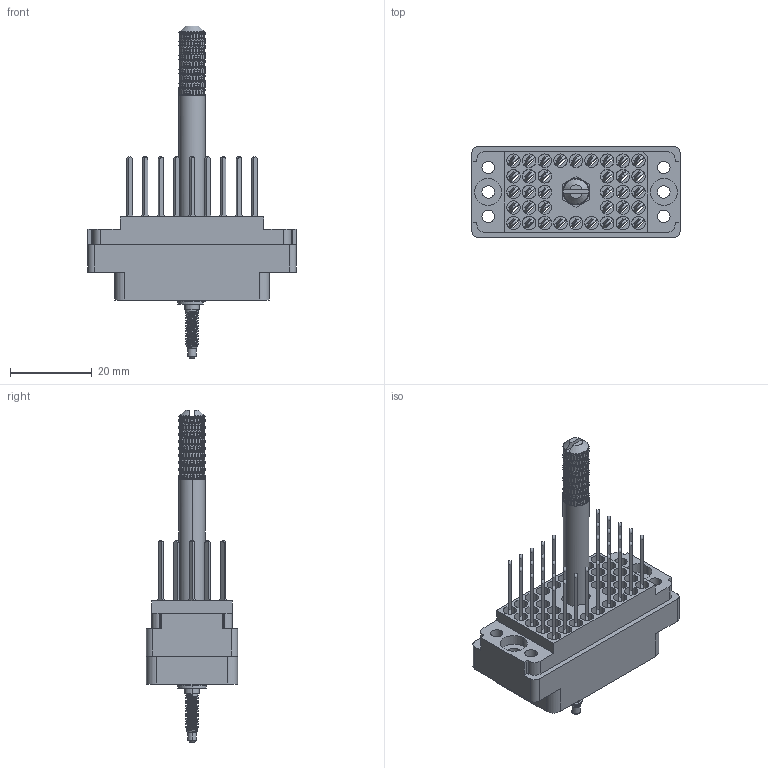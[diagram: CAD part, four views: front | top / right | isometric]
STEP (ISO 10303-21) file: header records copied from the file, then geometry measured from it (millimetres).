
FILE_DESCRIPTION (( 'STEP AP203' ), '1' );
FILE_NAME ('519-036-540-305.STEP', '2020-03-02T22:45:40', ( '' ), ( '' ), 'SwSTEP 2.0', 'SolidWorks 2016', '' );
FILE_SCHEMA (( 'CONFIG_CONTROL_DESIGN' ));
Length unit declared in the file: inch
Products named in the file (8): 519 Plug Insulator_036; 516-251-035-100; 519-036-540-305; 516-250-038-111; 516-292-001_540 Contact; 516-253-035-100; 516-253-138-107; Actuating Screw Assy 038-056
Assembly tree (43 placements, depth 3):
  519-036-540-305
    519 Plug Insulator_036
    516-292-001_540 Contact  x36
    Actuating Screw Assy 038-056
      516-251-035-100
      516-253-035-100  x2
      516-253-138-107
      516-250-038-111
Bounding box: 50.8 x 22.25 x 81.03 mm (x, y, z)
Volume: 12507.3 mm3; surface area: 20800.4 mm2
Topology: 42 solids, 42 shells, 4847 faces, 12995 edges, 8252 vertices
Faces by surface type: plane 2203, cylinder 1402, bspline 1222, cone 20
Entity records: 99319 total; most frequent: CARTESIAN_POINT 53933, ORIENTED_EDGE 11406, DIRECTION 6566, EDGE_CURVE 5703, VERTEX_POINT 3414, EDGE_LOOP 2433, ADVANCED_FACE 2321, FACE_OUTER_BOUND 2321
